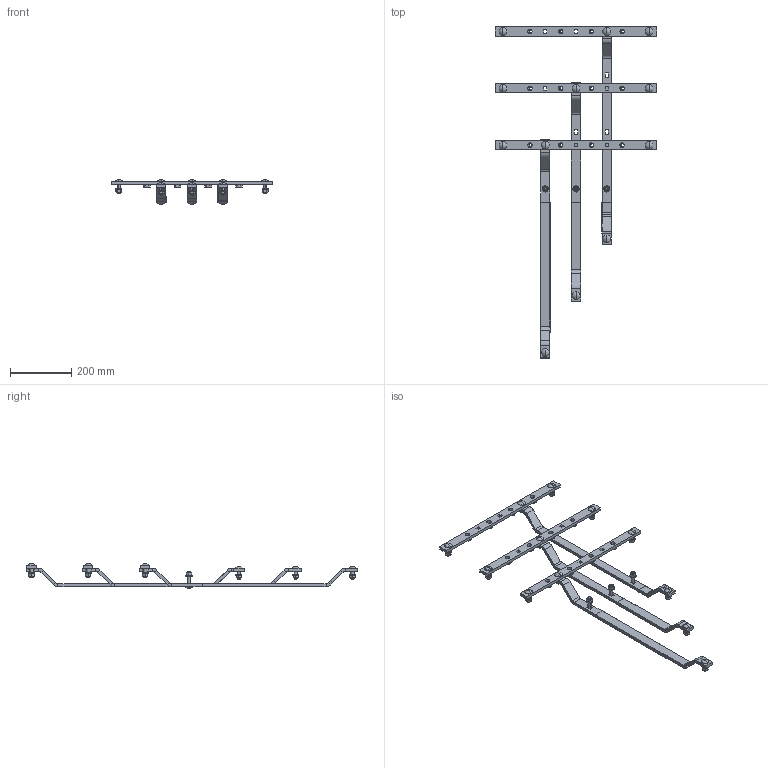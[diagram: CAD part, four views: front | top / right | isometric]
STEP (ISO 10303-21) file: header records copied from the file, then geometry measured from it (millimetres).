
FILE_DESCRIPTION(('STEP AP214'),'1');
FILE_NAME('cctmp_6A46FE16-C5AB-4E36-9B71-91C2DCF7D723_2024_11_29_08_09_45_0857..stp','2024-11-29T07:09:47',('SIEMENS A&D'),('CADClick - www.CADClick.com'),'Spatial InterOp 3D',' ','unknown authorization');
FILE_SCHEMA(('AUTOMOTIVE_DESIGN'));
Length unit declared in the file: millimetre
Products named in the file (36): cc_unnamed; 2024_11_29_08_09_45_0808; 2024_11_29_08_09_45_0776; 2024_11_29_08_09_45_0735; 2024_11_29_08_09_45_0695; 2024_11_29_08_09_45_0654; 2024_11_29_08_09_45_0614; 2024_11_29_08_09_45_0573; 2024_11_29_08_09_45_0533; 2024_11_29_08_09_45_0495; 2024_11_29_08_09_45_0463; 2024_11_29_08_09_45_0422; 2024_11_29_08_09_45_0382; 2024_11_29_08_09_45_0341; 2024_11_29_08_09_45_0301; 2024_11_29_08_09_45_0220; 2024_11_29_08_09_45_0179; 2024_11_29_08_09_45_0139; 2024_11_29_08_09_45_0104; 2024_11_29_08_09_45_0068; 2024_11_29_08_09_45_0028; 2024_11_29_08_09_44_0987; 2024_11_29_08_09_44_0947; 2024_11_29_08_09_44_0906; 2024_11_29_08_09_44_0866; 2024_11_29_08_09_44_0823; 2024_11_29_08_09_44_0792; 2024_11_29_08_09_44_0755; 2024_11_29_08_09_44_0714; 2024_11_29_08_09_44_0674; 2024_11_29_08_09_44_0634; 2024_11_29_08_09_44_0593; 2024_11_29_08_09_44_0552; 2024_11_29_08_09_44_0510; 2024_11_29_08_09_44_0472; 2024_11_29_08_09_44_0433
Assembly tree (35 placements, depth 2):
  cc_unnamed
    2024_11_29_08_09_45_0808
    2024_11_29_08_09_45_0776
    2024_11_29_08_09_45_0735
    2024_11_29_08_09_45_0695
    2024_11_29_08_09_45_0654
    2024_11_29_08_09_45_0614
    2024_11_29_08_09_45_0573
    2024_11_29_08_09_45_0533
    2024_11_29_08_09_45_0495
    2024_11_29_08_09_45_0463
    2024_11_29_08_09_45_0422
    2024_11_29_08_09_45_0382
    2024_11_29_08_09_45_0341
    2024_11_29_08_09_45_0301
    2024_11_29_08_09_45_0220
    2024_11_29_08_09_45_0179
    2024_11_29_08_09_45_0139
    2024_11_29_08_09_45_0104
    2024_11_29_08_09_45_0068
    2024_11_29_08_09_45_0028
    2024_11_29_08_09_44_0987
    2024_11_29_08_09_44_0947
    2024_11_29_08_09_44_0906
    2024_11_29_08_09_44_0866
    2024_11_29_08_09_44_0823
    2024_11_29_08_09_44_0792
    2024_11_29_08_09_44_0755
    2024_11_29_08_09_44_0714
    2024_11_29_08_09_44_0674
    2024_11_29_08_09_44_0634
    2024_11_29_08_09_44_0593
    2024_11_29_08_09_44_0552
    2024_11_29_08_09_44_0510
    2024_11_29_08_09_44_0472
    2024_11_29_08_09_44_0433
Bounding box: 525 x 1081 x 80.76 mm (x, y, z)
Volume: 1528675.4 mm3; surface area: 462283.3 mm2
Topology: 37 solids, 37 shells, 1271 faces, 2795 edges, 1692 vertices
Faces by surface type: plane 635, cone 402, cylinder 204, sphere 30
Entity records: 46381 total; most frequent: CARTESIAN_POINT 8386, DIRECTION 5616, ORIENTED_EDGE 5590, EDGE_CURVE 2795, AXIS2_PLACEMENT_3D 2162, VERTEX_POINT 1692, EDGE_LOOP 1467, STYLED_ITEM 1308
